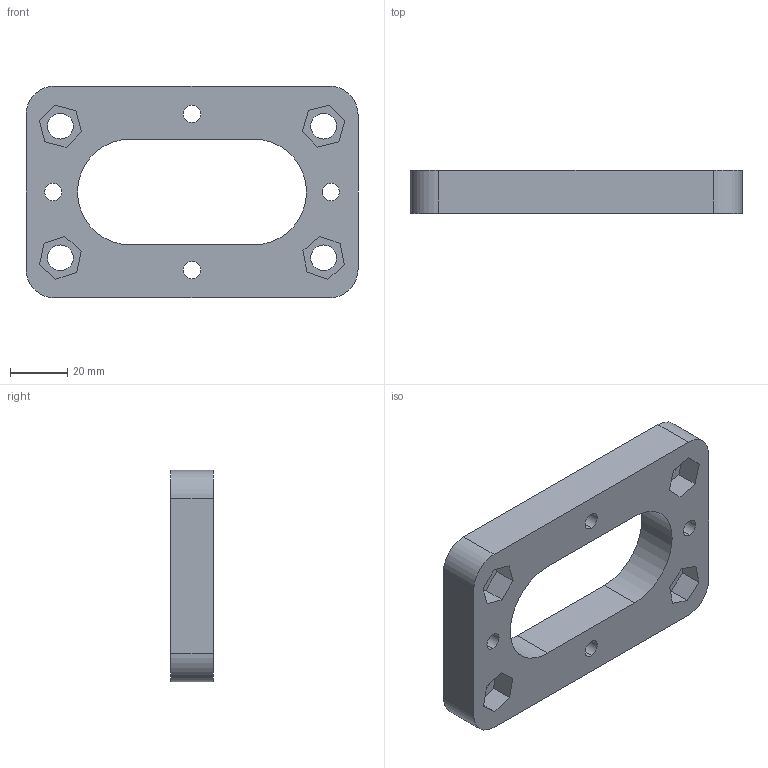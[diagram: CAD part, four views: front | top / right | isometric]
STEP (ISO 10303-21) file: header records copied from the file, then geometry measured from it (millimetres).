
FILE_DESCRIPTION (( 'STEP AP203' ), '1' );
FILE_NAME ('CALE CARBU Step AP203.STEP', '2020-08-02T10:18:06', ( '' ), ( '' ), 'SwSTEP 2.0', 'SolidWorks 2018', '' );
FILE_SCHEMA (( 'CONFIG_CONTROL_DESIGN' ));
Length unit declared in the file: millimetre
Products named in the file (1): CALE CARBU Step AP203
Bounding box: 116 x 15 x 74 mm (x, y, z)
Volume: 75573.6 mm3; surface area: 23474.8 mm2
Topology: 1 solids, 1 shells, 70 faces, 180 edges, 120 vertices
Faces by surface type: plane 40, cylinder 30
Entity records: 2257 total; most frequent: DIRECTION 382, CARTESIAN_POINT 371, ORIENTED_EDGE 360, EDGE_CURVE 180, AXIS2_PLACEMENT_3D 131, LINE 120, VECTOR 120, VERTEX_POINT 120
